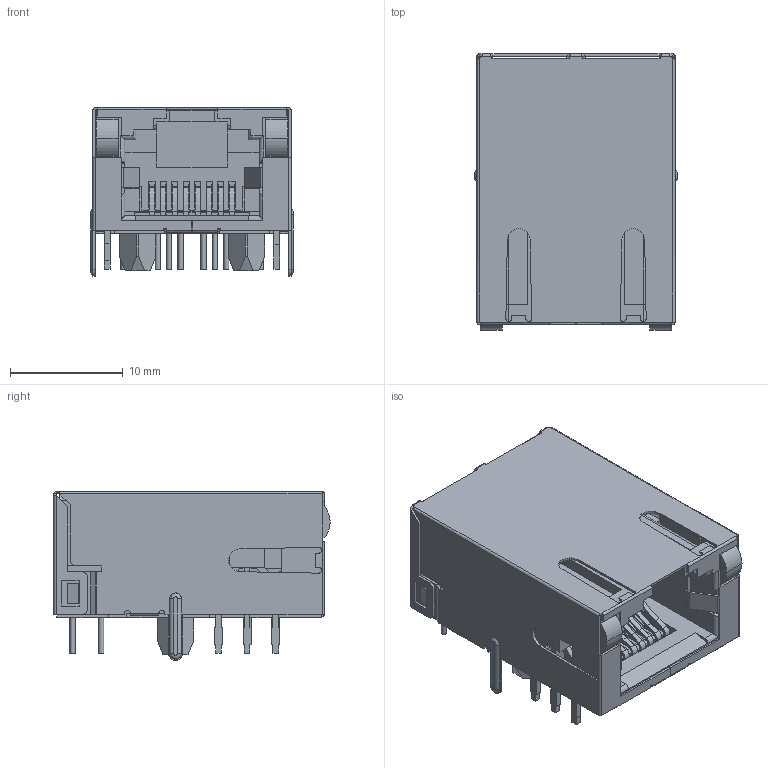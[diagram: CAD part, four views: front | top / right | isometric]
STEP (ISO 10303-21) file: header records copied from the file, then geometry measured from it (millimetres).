
FILE_DESCRIPTION(('HOOPS Exchange Step'),'2;1');
FILE_NAME('temp_export','2024-07-10T23:12:07+20:00',('byran'),('Shapr3D Limited'),'HOOPS Exchange 2024.2','Shapr3D','Authorized');
FILE_SCHEMA( ('AUTOMOTIVE_DESIGN { 1 0 10303 214 1 1 1 1 }') );
Length unit declared in the file: millimetre
Products named in the file (14): L829-1J1T-JM_PART1; L829-1J1T-JM_PART6; L829-1J1T-JM_PART7; L829-1J1T-JM_PART8; L829-1J1T-JM_PART9; L829-1J1T-JM_PART10; L829-1J1T-JM_PART11; L829-1J1T-JM_PART12; L829-1J1T-JM_PART13; L829-1J1T-JM_PART14; L829-1J1T-JM_PART15; L829-1J1T-JM_PART16; L829-1J1T-JM.step; root
Assembly tree (13 placements, depth 3):
  root
    L829-1J1T-JM.step
      L829-1J1T-JM_PART1
      L829-1J1T-JM_PART6
      L829-1J1T-JM_PART7
      L829-1J1T-JM_PART8
      L829-1J1T-JM_PART9
      L829-1J1T-JM_PART10
      L829-1J1T-JM_PART11
      L829-1J1T-JM_PART12
      L829-1J1T-JM_PART13
      L829-1J1T-JM_PART14
      L829-1J1T-JM_PART15
      L829-1J1T-JM_PART16
Bounding box: 17.98 x 24.51 x 14.99 mm (x, y, z)
Volume: 1508.3 mm3; surface area: 6359.9 mm2
Topology: 12 solids, 12 shells, 1575 faces, 4410 edges, 2841 vertices
Faces by surface type: plane 1129, cylinder 362, bspline 44, cone 30, torus 6, sphere 4
Full cylindrical faces by diameter (mm): 0.406 x2, 0.457 x12, 0.508 x12, 0.61 x2, 0.655 x1, 0.775 x1, 0.889 x2, 0.965 x2, 1.524 x2
Entity records: 52896 total; most frequent: CARTESIAN_POINT 10937, ORIENTED_EDGE 8820, DIRECTION 8172, EDGE_CURVE 4410, VECTOR 3478, LINE 3478, VERTEX_POINT 2841, AXIS2_PLACEMENT_3D 2347
